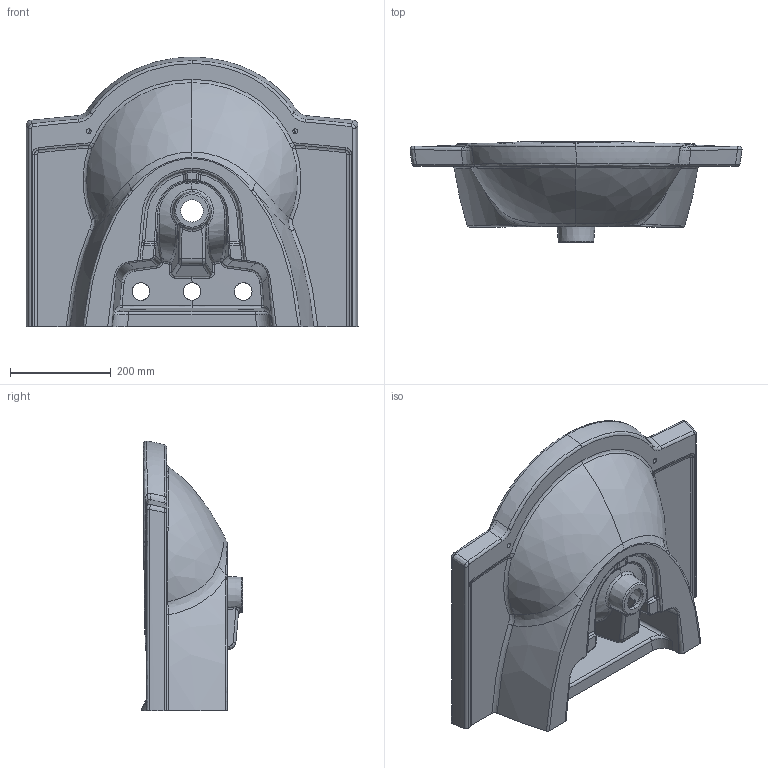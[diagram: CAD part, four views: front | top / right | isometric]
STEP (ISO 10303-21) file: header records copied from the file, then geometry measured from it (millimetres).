
FILE_DESCRIPTION(/* description */ (''),/* implementation_level */ '2;1');
FILE_NAME(/* name */ '1043.stp',/* time_stamp */ '2014-05-29T08:06:51+03:00',/* author */ (''),/* organization */ (''),/* preprocessor_version */ 'ST-DEVELOPER v15',/* originating_system */ 'SIEMENS PLM Software NX 8.5',/* authorisation */ '');
FILE_SCHEMA (('AP203_CONFIGURATION_CONTROLLED_3D_DESIGN_OF_MECHANICAL_PARTS_AND_ASSEMBLIES_MIM_LF { 1 0 10303 403 2 1 2}'));
Length unit declared in the file: millimetre
Products named in the file (1): Cosk13284F10bj5o
Bounding box: 658.82 x 200.6 x 535.13 mm (x, y, z)
Volume: 8704994.2 mm3; surface area: 1587520.3 mm2
Topology: 1 solids, 1 shells, 476 faces, 1163 edges, 682 vertices
Faces by surface type: bspline 303, cylinder 67, plane 51, torus 36, sphere 10, cone 7, revolution 2
Entity records: 46721 total; most frequent: CARTESIAN_POINT 38278, ORIENTED_EDGE 2322, EDGE_CURVE 1161, DIRECTION 911, B_SPLINE_CURVE_WITH_KNOTS 698, VERTEX_POINT 682, EDGE_LOOP 495, ADVANCED_FACE 476
